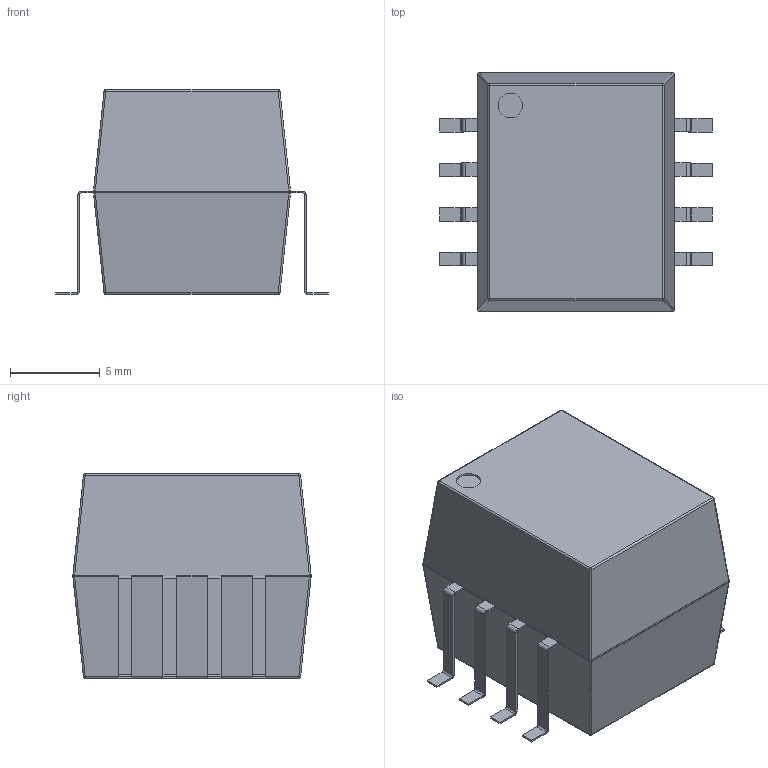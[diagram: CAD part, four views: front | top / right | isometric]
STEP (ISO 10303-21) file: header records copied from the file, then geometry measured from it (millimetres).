
FILE_DESCRIPTION(('Open CASCADE Model'),'2;1');
FILE_NAME('Open CASCADE Shape Model','2018-03-16T14:37:56',('Author'),( 'Open CASCADE'),'Open CASCADE STEP processor 6.8','Open CASCADE 6.8' ,'Unknown');
FILE_SCHEMA(('AUTOMOTIVE_DESIGN_CC2 { 1 2 10303 214 -1 1 5 4 }'));
Length unit declared in the file: millimetre
Products named in the file (5): WE_750313457.step; Open CASCADE STEP translator 6.8 31.1; Body; Open CASCADE STEP translator 6.8 31.2.1; Leader
Assembly tree (11 placements, depth 3):
  WE_750313457.step
    Open CASCADE STEP translator 6.8 31.1
    Body
      Open CASCADE STEP translator 6.8 31.2.1
    Leader  x8
Bounding box: 15.23 x 13.3 x 11.43 mm (x, y, z)
Volume: 1517.8 mm3; surface area: 871.3 mm2
Topology: 9 solids, 10 shells, 237 faces, 476 edges, 251 vertices
Faces by surface type: plane 160, cylinder 61, sphere 8, bspline 8
Full cylindrical faces by diameter (mm): 1.375 x1
Entity records: 5146 total; most frequent: CARTESIAN_POINT 1883, DIRECTION 541, ORIENTED_EDGE 319, PCURVE 319, DEFINITIONAL_REPRESENTATION 319, LINE 291, VECTOR 291, EDGE_CURVE 160
